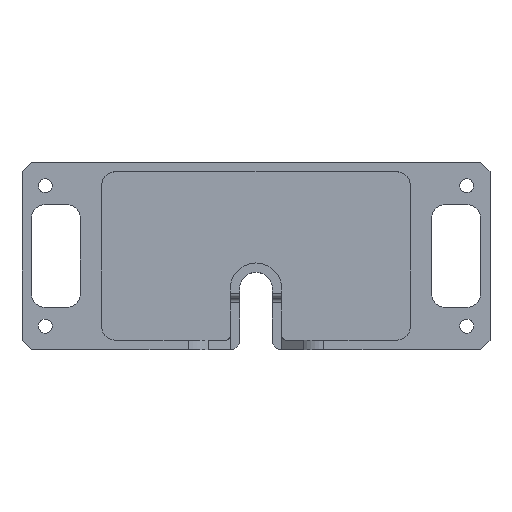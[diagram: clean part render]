
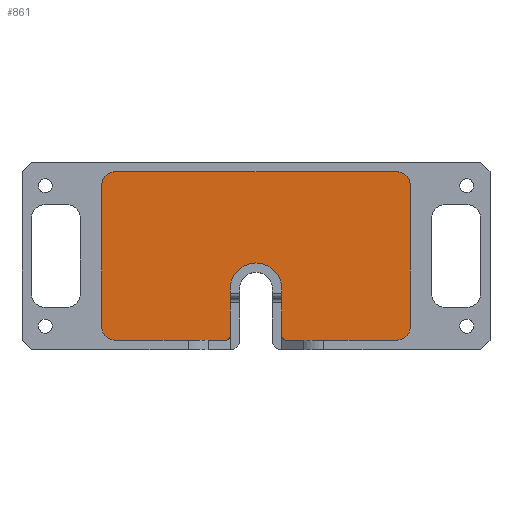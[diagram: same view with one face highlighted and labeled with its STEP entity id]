
A CAD part, top view. The second image highlights one B-rep face of the part: STEP entity #861.
In plain terms, the highlighted planar face has unit normal (0, 0, 1).
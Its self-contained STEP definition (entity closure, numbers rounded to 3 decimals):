
#4 = CARTESIAN_POINT ( 'NONE',  ( -6.5, -17., -6. ) ) ;
#9 = EDGE_CURVE ( 'NONE', #301, #2471, #15, .T. ) ;
#15 = CIRCLE ( 'NONE', #2290, 3. ) ;
#50 = CARTESIAN_POINT ( 'NONE',  ( 5.5, -17., -6. ) ) ;
#57 = DIRECTION ( 'NONE',  ( 1., 0., 0. ) ) ;
#58 = VERTEX_POINT ( 'NONE', #533 ) ;
#67 = DIRECTION ( 'NONE',  ( 1., 0., 0. ) ) ;
#70 = DIRECTION ( 'NONE',  ( 1., 0., 0. ) ) ;
#130 = CARTESIAN_POINT ( 'NONE',  ( -5.5, -17., -6. ) ) ;
#151 = VERTEX_POINT ( 'NONE', #583 ) ;
#162 = CIRCLE ( 'NONE', #1143, 1. ) ;
#169 = CARTESIAN_POINT ( 'NONE',  ( 5.5, -7., -6. ) ) ;
#179 = EDGE_CURVE ( 'NONE', #151, #801, #1003, .T. ) ;
#235 = EDGE_LOOP ( 'NONE', ( #2401, #365, #1870, #602, #1349, #1287, #1108, #2281, #1714, #1025, #329, #688, #2034, #597 ) ) ;
#239 = DIRECTION ( 'NONE',  ( 0., 0., 1. ) ) ;
#257 = CARTESIAN_POINT ( 'NONE',  ( 0., -7., -6. ) ) ;
#301 = VERTEX_POINT ( 'NONE', #2385 ) ;
#303 = CARTESIAN_POINT ( 'NONE',  ( -33., 15., -6. ) ) ;
#307 = DIRECTION ( 'NONE',  ( 0., 0., -1. ) ) ;
#329 = ORIENTED_EDGE ( 'NONE', *, *, #862, .F. ) ;
#332 = VERTEX_POINT ( 'NONE', #1199 ) ;
#364 = DIRECTION ( 'NONE',  ( 1., 0., 0. ) ) ;
#365 = ORIENTED_EDGE ( 'NONE', *, *, #1339, .F. ) ;
#389 = DIRECTION ( 'NONE',  ( 0., 0., -1. ) ) ;
#413 = DIRECTION ( 'NONE',  ( 1., 0., 0. ) ) ;
#441 = DIRECTION ( 'NONE',  ( 1., 0., 0. ) ) ;
#477 = AXIS2_PLACEMENT_3D ( 'NONE', #2063, #307, #1095 ) ;
#533 = CARTESIAN_POINT ( 'NONE',  ( 6.5, -18., -6. ) ) ;
#535 = CARTESIAN_POINT ( 'NONE',  ( -6.5, -18., -6. ) ) ;
#543 = EDGE_CURVE ( 'NONE', #2383, #332, #1626, .T. ) ;
#563 = LINE ( 'NONE', #1365, #2106 ) ;
#583 = CARTESIAN_POINT ( 'NONE',  ( 33., -15., -6. ) ) ;
#585 = DIRECTION ( 'NONE',  ( 1., 0., 0. ) ) ;
#597 = ORIENTED_EDGE ( 'NONE', *, *, #1283, .F. ) ;
#601 = DIRECTION ( 'NONE',  ( -1., 0., 0. ) ) ;
#602 = ORIENTED_EDGE ( 'NONE', *, *, #1706, .F. ) ;
#641 = VECTOR ( 'NONE', #1692, 1000. ) ;
#679 = LINE ( 'NONE', #1995, #2160 ) ;
#688 = ORIENTED_EDGE ( 'NONE', *, *, #999, .F. ) ;
#785 = LINE ( 'NONE', #1709, #2275 ) ;
#799 = AXIS2_PLACEMENT_3D ( 'NONE', #863, #884, #70 ) ;
#801 = VERTEX_POINT ( 'NONE', #1943 ) ;
#803 = CARTESIAN_POINT ( 'NONE',  ( 6.5, -17., -6. ) ) ;
#817 = LINE ( 'NONE', #1504, #641 ) ;
#861 = ADVANCED_FACE ( 'NONE', ( #1470 ), #1770, .T. ) ;
#862 = EDGE_CURVE ( 'NONE', #58, #1536, #162, .T. ) ;
#863 = CARTESIAN_POINT ( 'NONE',  ( -30., -15., -6. ) ) ;
#884 = DIRECTION ( 'NONE',  ( 0., 0., -1. ) ) ;
#923 = EDGE_CURVE ( 'NONE', #1837, #2086, #1300, .T. ) ;
#945 = DIRECTION ( 'NONE',  ( 0., 0., -1. ) ) ;
#999 = EDGE_CURVE ( 'NONE', #801, #58, #679, .T. ) ;
#1003 = CIRCLE ( 'NONE', #2064, 3. ) ;
#1019 = DIRECTION ( 'NONE',  ( -1., 0., 0. ) ) ;
#1020 = CARTESIAN_POINT ( 'NONE',  ( 0., 0., -6. ) ) ;
#1025 = ORIENTED_EDGE ( 'NONE', *, *, #1128, .F. ) ;
#1027 = LINE ( 'NONE', #2130, #1913 ) ;
#1062 = CIRCLE ( 'NONE', #799, 3. ) ;
#1071 = LINE ( 'NONE', #1675, #1726 ) ;
#1077 = VERTEX_POINT ( 'NONE', #130 ) ;
#1095 = DIRECTION ( 'NONE',  ( 1., 0., 0. ) ) ;
#1108 = ORIENTED_EDGE ( 'NONE', *, *, #2000, .F. ) ;
#1128 = EDGE_CURVE ( 'NONE', #1536, #1837, #1071, .T. ) ;
#1141 = DIRECTION ( 'NONE',  ( 0., 0., -1. ) ) ;
#1143 = AXIS2_PLACEMENT_3D ( 'NONE', #803, #1190, #57 ) ;
#1148 = CARTESIAN_POINT ( 'NONE',  ( 30., -15., -6. ) ) ;
#1190 = DIRECTION ( 'NONE',  ( 0., 0., -1. ) ) ;
#1199 = CARTESIAN_POINT ( 'NONE',  ( -30., 18., -6. ) ) ;
#1271 = VERTEX_POINT ( 'NONE', #535 ) ;
#1283 = EDGE_CURVE ( 'NONE', #2471, #151, #2248, .T. ) ;
#1287 = ORIENTED_EDGE ( 'NONE', *, *, #1527, .F. ) ;
#1289 = DIRECTION ( 'NONE',  ( 0., -1., 0. ) ) ;
#1300 = CIRCLE ( 'NONE', #1901, 5.5 ) ;
#1339 = EDGE_CURVE ( 'NONE', #332, #301, #1027, .T. ) ;
#1348 = DIRECTION ( 'NONE',  ( 1., 0., 0. ) ) ;
#1349 = ORIENTED_EDGE ( 'NONE', *, *, #2245, .F. ) ;
#1365 = CARTESIAN_POINT ( 'NONE',  ( -30., -18., -6. ) ) ;
#1368 = VERTEX_POINT ( 'NONE', #2329 ) ;
#1431 = DIRECTION ( 'NONE',  ( 0., 0., 1. ) ) ;
#1462 = CARTESIAN_POINT ( 'NONE',  ( 33., 15., -6. ) ) ;
#1470 = FACE_OUTER_BOUND ( 'NONE', #235, .T. ) ;
#1473 = DIRECTION ( 'NONE',  ( 0., 1., 0. ) ) ;
#1504 = CARTESIAN_POINT ( 'NONE',  ( -33., 15., -6. ) ) ;
#1527 = EDGE_CURVE ( 'NONE', #1271, #2134, #563, .T. ) ;
#1536 = VERTEX_POINT ( 'NONE', #50 ) ;
#1561 = CARTESIAN_POINT ( 'NONE',  ( -5.5, -7., -6. ) ) ;
#1586 = AXIS2_PLACEMENT_3D ( 'NONE', #4, #1141, #1348 ) ;
#1626 = CIRCLE ( 'NONE', #477, 3. ) ;
#1675 = CARTESIAN_POINT ( 'NONE',  ( 5.5, -17., -6. ) ) ;
#1679 = CARTESIAN_POINT ( 'NONE',  ( 33., -15., -6. ) ) ;
#1692 = DIRECTION ( 'NONE',  ( 0., 1., 0. ) ) ;
#1706 = EDGE_CURVE ( 'NONE', #1368, #2383, #817, .T. ) ;
#1709 = CARTESIAN_POINT ( 'NONE',  ( -5.5, -7., -6. ) ) ;
#1714 = ORIENTED_EDGE ( 'NONE', *, *, #923, .F. ) ;
#1726 = VECTOR ( 'NONE', #1473, 1000. ) ;
#1751 = CIRCLE ( 'NONE', #1586, 1. ) ;
#1770 = PLANE ( 'NONE',  #2289 ) ;
#1792 = CARTESIAN_POINT ( 'NONE',  ( -30., -18., -6. ) ) ;
#1837 = VERTEX_POINT ( 'NONE', #169 ) ;
#1870 = ORIENTED_EDGE ( 'NONE', *, *, #543, .F. ) ;
#1871 = EDGE_CURVE ( 'NONE', #2086, #1077, #785, .T. ) ;
#1896 = CARTESIAN_POINT ( 'NONE',  ( 30., 15., -6. ) ) ;
#1901 = AXIS2_PLACEMENT_3D ( 'NONE', #257, #1431, #441 ) ;
#1913 = VECTOR ( 'NONE', #585, 1000. ) ;
#1943 = CARTESIAN_POINT ( 'NONE',  ( 30., -18., -6. ) ) ;
#1995 = CARTESIAN_POINT ( 'NONE',  ( 6.5, -18., -6. ) ) ;
#2000 = EDGE_CURVE ( 'NONE', #1077, #1271, #1751, .T. ) ;
#2034 = ORIENTED_EDGE ( 'NONE', *, *, #179, .F. ) ;
#2063 = CARTESIAN_POINT ( 'NONE',  ( -30., 15., -6. ) ) ;
#2064 = AXIS2_PLACEMENT_3D ( 'NONE', #1148, #389, #413 ) ;
#2086 = VERTEX_POINT ( 'NONE', #1561 ) ;
#2106 = VECTOR ( 'NONE', #601, 1000. ) ;
#2130 = CARTESIAN_POINT ( 'NONE',  ( 30., 18., -6. ) ) ;
#2134 = VERTEX_POINT ( 'NONE', #1792 ) ;
#2151 = VECTOR ( 'NONE', #2494, 1000. ) ;
#2160 = VECTOR ( 'NONE', #1019, 1000. ) ;
#2245 = EDGE_CURVE ( 'NONE', #2134, #1368, #1062, .T. ) ;
#2248 = LINE ( 'NONE', #1679, #2151 ) ;
#2275 = VECTOR ( 'NONE', #1289, 1000. ) ;
#2281 = ORIENTED_EDGE ( 'NONE', *, *, #1871, .F. ) ;
#2289 = AXIS2_PLACEMENT_3D ( 'NONE', #1020, #239, #67 ) ;
#2290 = AXIS2_PLACEMENT_3D ( 'NONE', #1896, #945, #364 ) ;
#2329 = CARTESIAN_POINT ( 'NONE',  ( -33., -15., -6. ) ) ;
#2383 = VERTEX_POINT ( 'NONE', #303 ) ;
#2385 = CARTESIAN_POINT ( 'NONE',  ( 30., 18., -6. ) ) ;
#2401 = ORIENTED_EDGE ( 'NONE', *, *, #9, .F. ) ;
#2471 = VERTEX_POINT ( 'NONE', #1462 ) ;
#2494 = DIRECTION ( 'NONE',  ( 0., -1., 0. ) ) ;
